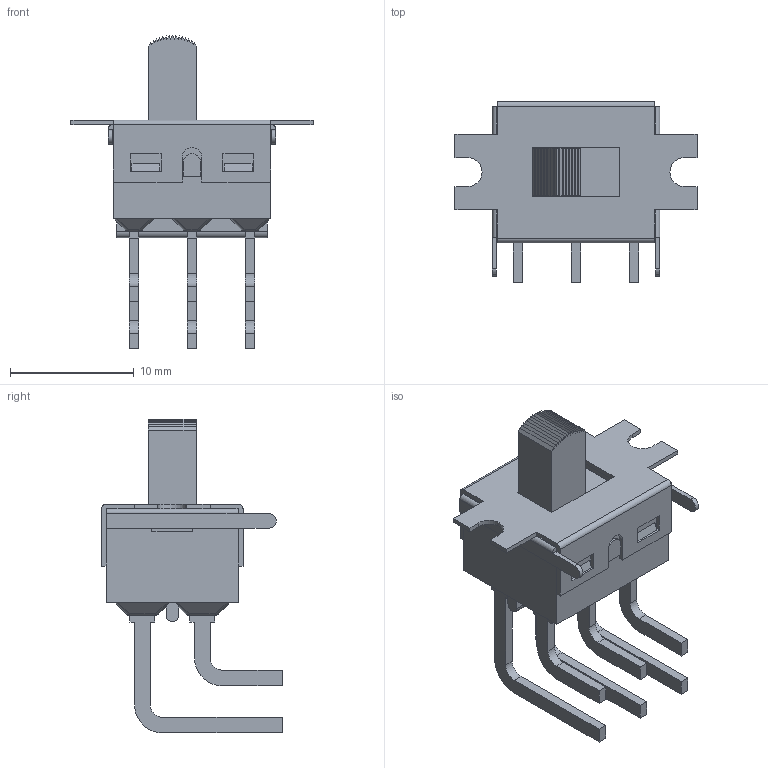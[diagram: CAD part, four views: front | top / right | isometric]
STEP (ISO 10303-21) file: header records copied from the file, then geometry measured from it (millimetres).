
FILE_DESCRIPTION(/* description */ (''),/* implementation_level */ '2;1');
FILE_NAME(/* name */ '500SDPxS2M6xEB.stp',/* time_stamp */ '2025-05-14T16:12:25-05:00',/* author */ ('mroman'),/* organization */ (''),/* preprocessor_version */ 'ST-DEVELOPER v18.1',/* originating_system */ 'Autodesk Inventor 2022',/* authorisation */ '');
FILE_SCHEMA (('AUTOMOTIVE_DESIGN { 1 0 10303 214 3 1 1 }'));
Length unit declared in the file: inch
Products named in the file (1): 500SDPxS2M6xEB
Bounding box: 19.56 x 14.61 x 25.37 mm (x, y, z)
Volume: 829.3 mm3; surface area: 2049.9 mm2
Topology: 1 solids, 1 shells, 373 faces, 1018 edges, 632 vertices
Faces by surface type: plane 267, cylinder 80, sphere 24, cone 2
Full cylindrical faces by diameter (mm): 2.4 x1
Entity records: 11463 total; most frequent: CARTESIAN_POINT 2008, ORIENTED_EDGE 1988, DIRECTION 1910, EDGE_CURVE 994, LINE 818, VECTOR 818, VERTEX_POINT 632, AXIS2_PLACEMENT_3D 546
